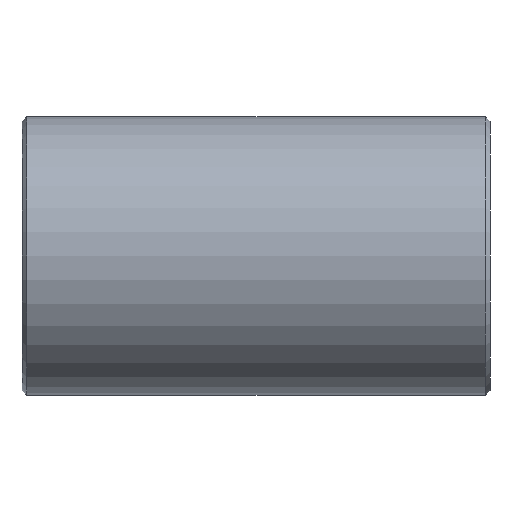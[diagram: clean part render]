
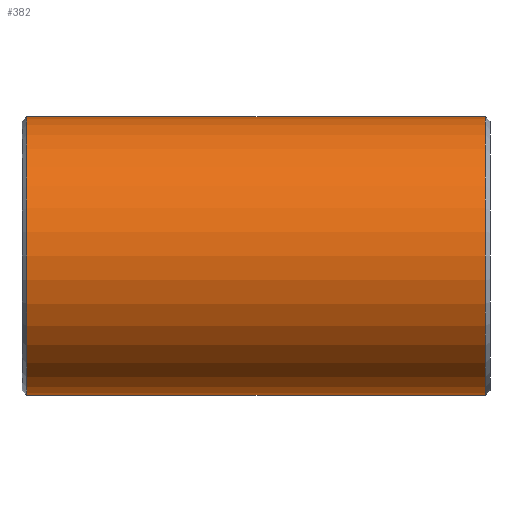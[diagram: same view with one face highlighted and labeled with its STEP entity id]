
A CAD part, left-side view. The second image highlights one B-rep face of the part: STEP entity #382.
In plain terms, the highlighted cylindrical face has radius 2.975 mm (diameter 5.95 mm), a partial arc.
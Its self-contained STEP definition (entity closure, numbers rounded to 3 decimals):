
#4 = VERTEX_POINT ( 'NONE', #174 ) ;
#12 = CARTESIAN_POINT ( 'NONE',  ( 0., -4.9, 0. ) ) ;
#30 = VERTEX_POINT ( 'NONE', #104 ) ;
#33 = VERTEX_POINT ( 'NONE', #449 ) ;
#43 = CARTESIAN_POINT ( 'NONE',  ( 0., -4.9, 2.975 ) ) ;
#46 = LINE ( 'NONE', #317, #398 ) ;
#49 = DIRECTION ( 'NONE',  ( 0., 0., 1. ) ) ;
#53 = FACE_OUTER_BOUND ( 'NONE', #98, .T. ) ;
#56 = DIRECTION ( 'NONE',  ( 0., 0., 1. ) ) ;
#59 = AXIS2_PLACEMENT_3D ( 'NONE', #12, #402, #49 ) ;
#60 = DIRECTION ( 'NONE',  ( 0., -1., 0. ) ) ;
#65 = ORIENTED_EDGE ( 'NONE', *, *, #383, .T. ) ;
#66 = CIRCLE ( 'NONE', #448, 2.975 ) ;
#78 = ORIENTED_EDGE ( 'NONE', *, *, #96, .T. ) ;
#79 = CARTESIAN_POINT ( 'NONE',  ( 0., 5., -2.975 ) ) ;
#96 = EDGE_CURVE ( 'NONE', #33, #30, #280, .T. ) ;
#98 = EDGE_LOOP ( 'NONE', ( #244, #65, #78, #380 ) ) ;
#104 = CARTESIAN_POINT ( 'NONE',  ( 0., -4.9, -2.975 ) ) ;
#105 = EDGE_CURVE ( 'NONE', #4, #145, #46, .T. ) ;
#108 = DIRECTION ( 'NONE',  ( 0., -1., 0. ) ) ;
#130 = AXIS2_PLACEMENT_3D ( 'NONE', #220, #60, #432 ) ;
#131 = CIRCLE ( 'NONE', #59, 2.975 ) ;
#137 = CYLINDRICAL_SURFACE ( 'NONE', #130, 2.975 ) ;
#145 = VERTEX_POINT ( 'NONE', #43 ) ;
#174 = CARTESIAN_POINT ( 'NONE',  ( 0., 4.9, 2.975 ) ) ;
#220 = CARTESIAN_POINT ( 'NONE',  ( 0., 5., 0. ) ) ;
#244 = ORIENTED_EDGE ( 'NONE', *, *, #105, .F. ) ;
#267 = VECTOR ( 'NONE', #346, 1000. ) ;
#273 = EDGE_CURVE ( 'NONE', #30, #145, #131, .T. ) ;
#280 = LINE ( 'NONE', #79, #267 ) ;
#296 = DIRECTION ( 'NONE',  ( 0., -1., 0. ) ) ;
#317 = CARTESIAN_POINT ( 'NONE',  ( 0., 5., 2.975 ) ) ;
#346 = DIRECTION ( 'NONE',  ( 0., -1., 0. ) ) ;
#380 = ORIENTED_EDGE ( 'NONE', *, *, #273, .T. ) ;
#382 = ADVANCED_FACE ( 'NONE', ( #53 ), #137, .T. ) ;
#383 = EDGE_CURVE ( 'NONE', #4, #33, #66, .T. ) ;
#398 = VECTOR ( 'NONE', #108, 1000. ) ;
#402 = DIRECTION ( 'NONE',  ( 0., 1., 0. ) ) ;
#432 = DIRECTION ( 'NONE',  ( 0., 0., -1. ) ) ;
#441 = CARTESIAN_POINT ( 'NONE',  ( 0., 4.9, 0. ) ) ;
#448 = AXIS2_PLACEMENT_3D ( 'NONE', #441, #296, #56 ) ;
#449 = CARTESIAN_POINT ( 'NONE',  ( 0., 4.9, -2.975 ) ) ;
